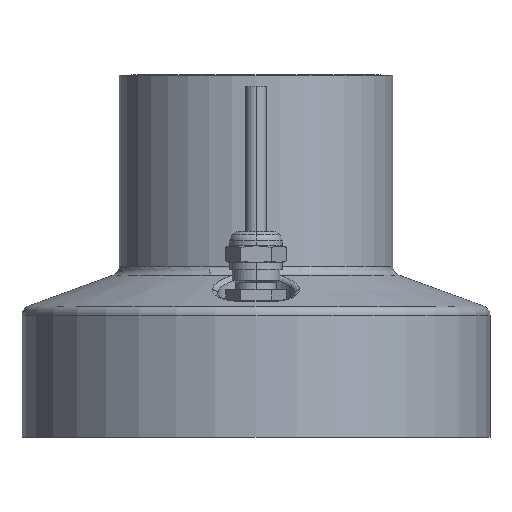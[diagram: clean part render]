
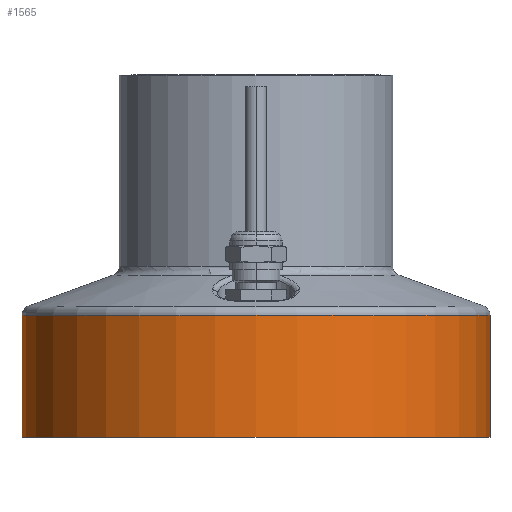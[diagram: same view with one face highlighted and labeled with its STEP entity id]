
A CAD part, front view. The second image highlights one B-rep face of the part: STEP entity #1565.
In plain terms, the highlighted cylindrical face has radius 49 mm (diameter 98 mm), a partial arc.
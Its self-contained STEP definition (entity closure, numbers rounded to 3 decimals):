
#460=DIRECTION('',(0.,0.,1.));
#461=VECTOR('',#460,25.6);
#462=CARTESIAN_POINT('',(-49.,0.,-75.8));
#463=LINE('',#462,#461);
#469=DIRECTION('',(0.,0.,1.));
#470=VECTOR('',#469,25.6);
#471=CARTESIAN_POINT('',(49.,0.,-75.8));
#472=LINE('',#471,#470);
#519=CARTESIAN_POINT('',(0.,0.,-50.2));
#520=DIRECTION('',(0.,0.,1.));
#521=DIRECTION('',(-1.,0.,0.));
#522=AXIS2_PLACEMENT_3D('',#519,#520,#521);
#524=CARTESIAN_POINT('',(0.,0.,-75.8));
#525=DIRECTION('',(0.,0.,1.));
#526=DIRECTION('',(-1.,0.,0.));
#527=AXIS2_PLACEMENT_3D('',#524,#525,#526);
#596=CARTESIAN_POINT('',(-49.,0.,-75.8));
#597=CARTESIAN_POINT('',(49.,0.,-75.8));
#598=VERTEX_POINT('',#596);
#599=VERTEX_POINT('',#597);
#664=CARTESIAN_POINT('',(49.,0.,-50.2));
#665=CARTESIAN_POINT('',(-49.,0.,-50.2));
#666=VERTEX_POINT('',#664);
#667=VERTEX_POINT('',#665);
#1554=CARTESIAN_POINT('',(0.,0.,-79.59));
#1555=DIRECTION('',(0.,0.,1.));
#1556=DIRECTION('',(-1.,0.,0.));
#1557=AXIS2_PLACEMENT_3D('',#1554,#1555,#1556);
#1558=CYLINDRICAL_SURFACE('',#1557,49.);
#1559=ORIENTED_EDGE('',*,*,#1548,.T.);
#1560=ORIENTED_EDGE('',*,*,#1483,.F.);
#1561=ORIENTED_EDGE('',*,*,#1464,.F.);
#1562=ORIENTED_EDGE('',*,*,#1480,.T.);
#1563=EDGE_LOOP('',(#1559,#1560,#1561,#1562));
#1564=FACE_OUTER_BOUND('',#1563,.F.);
#1565=ADVANCED_FACE('',(#1564),#1558,.T.);
#523=CIRCLE('',#522,49.);
#528=CIRCLE('',#527,49.);
#1464=EDGE_CURVE('',#598,#599,#528,.T.);
#1480=EDGE_CURVE('',#598,#667,#463,.T.);
#1483=EDGE_CURVE('',#599,#666,#472,.T.);
#1548=EDGE_CURVE('',#667,#666,#523,.T.);
